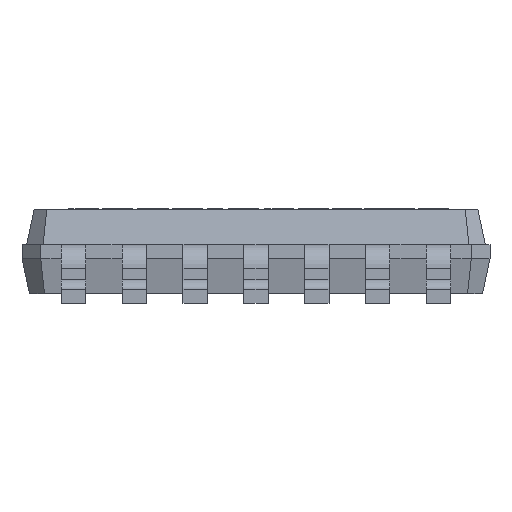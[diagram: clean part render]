
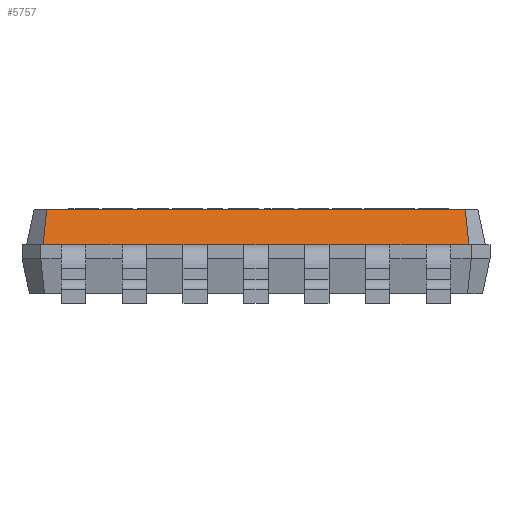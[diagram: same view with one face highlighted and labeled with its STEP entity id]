
A CAD part, left-side view. The second image highlights one B-rep face of the part: STEP entity #5757.
In plain terms, the highlighted free-form (B-spline) face has degree [1, 1] with [2, 2] control points.
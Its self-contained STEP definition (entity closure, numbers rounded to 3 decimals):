
#3177 = VERTEX_POINT('',#3178);
#3178 = CARTESIAN_POINT('',(-2.07,2.235,1.));
#3184 = EDGE_CURVE('',#3185,#3177,#3187,.T.);
#3185 = VERTEX_POINT('',#3186);
#3186 = CARTESIAN_POINT('',(-2.07,-2.235,1.));
#3187 = LINE('',#3188,#3189);
#3188 = CARTESIAN_POINT('',(-2.07,-2.235,1.));
#3189 = VECTOR('',#3190,1.);
#3190 = DIRECTION('',(0.,1.,0.));
#5739 = VERTEX_POINT('',#5740);
#5740 = CARTESIAN_POINT('',(-2.15,2.275,0.625));
#5748 = EDGE_CURVE('',#5739,#3177,#5749,.T.);
#5749 = B_SPLINE_CURVE_WITH_KNOTS('',1,(#5750,#5751),.UNSPECIFIED.,.F.,
  .F.,(2,2),(0.,1.),.PIECEWISE_BEZIER_KNOTS.);
#5750 = CARTESIAN_POINT('',(-2.15,2.275,0.625));
#5751 = CARTESIAN_POINT('',(-2.07,2.235,1.));
#5757 = ADVANCED_FACE('',(#5758),#5887,.F.);
#5758 = FACE_BOUND('',#5759,.F.);
#5759 = EDGE_LOOP('',(#5760,#5770,#5778,#5786,#5794,#5802,#5810,#5818,
    #5826,#5834,#5842,#5850,#5858,#5866,#5874,#5880,#5881,#5882));
#5760 = ORIENTED_EDGE('',*,*,#5761,.T.);
#5761 = EDGE_CURVE('',#5762,#5764,#5766,.T.);
#5762 = VERTEX_POINT('',#5763);
#5763 = CARTESIAN_POINT('',(-2.15,-2.275,0.625));
#5764 = VERTEX_POINT('',#5765);
#5765 = CARTESIAN_POINT('',(-2.15,-2.08,0.625));
#5766 = LINE('',#5767,#5768);
#5767 = CARTESIAN_POINT('',(-2.15,-2.275,0.625));
#5768 = VECTOR('',#5769,1.);
#5769 = DIRECTION('',(0.,1.,0.));
#5770 = ORIENTED_EDGE('',*,*,#5771,.T.);
#5771 = EDGE_CURVE('',#5764,#5772,#5774,.T.);
#5772 = VERTEX_POINT('',#5773);
#5773 = CARTESIAN_POINT('',(-2.15,-1.82,0.625));
#5774 = LINE('',#5775,#5776);
#5775 = CARTESIAN_POINT('',(-2.15,-2.275,0.625));
#5776 = VECTOR('',#5777,1.);
#5777 = DIRECTION('',(0.,1.,0.));
#5778 = ORIENTED_EDGE('',*,*,#5779,.T.);
#5779 = EDGE_CURVE('',#5772,#5780,#5782,.T.);
#5780 = VERTEX_POINT('',#5781);
#5781 = CARTESIAN_POINT('',(-2.15,-1.43,0.625));
#5782 = LINE('',#5783,#5784);
#5783 = CARTESIAN_POINT('',(-2.15,-2.275,0.625));
#5784 = VECTOR('',#5785,1.);
#5785 = DIRECTION('',(0.,1.,0.));
#5786 = ORIENTED_EDGE('',*,*,#5787,.T.);
#5787 = EDGE_CURVE('',#5780,#5788,#5790,.T.);
#5788 = VERTEX_POINT('',#5789);
#5789 = CARTESIAN_POINT('',(-2.15,-1.17,0.625));
#5790 = LINE('',#5791,#5792);
#5791 = CARTESIAN_POINT('',(-2.15,-2.275,0.625));
#5792 = VECTOR('',#5793,1.);
#5793 = DIRECTION('',(0.,1.,0.));
#5794 = ORIENTED_EDGE('',*,*,#5795,.T.);
#5795 = EDGE_CURVE('',#5788,#5796,#5798,.T.);
#5796 = VERTEX_POINT('',#5797);
#5797 = CARTESIAN_POINT('',(-2.15,-0.78,0.625));
#5798 = LINE('',#5799,#5800);
#5799 = CARTESIAN_POINT('',(-2.15,-2.275,0.625));
#5800 = VECTOR('',#5801,1.);
#5801 = DIRECTION('',(0.,1.,0.));
#5802 = ORIENTED_EDGE('',*,*,#5803,.T.);
#5803 = EDGE_CURVE('',#5796,#5804,#5806,.T.);
#5804 = VERTEX_POINT('',#5805);
#5805 = CARTESIAN_POINT('',(-2.15,-0.52,0.625));
#5806 = LINE('',#5807,#5808);
#5807 = CARTESIAN_POINT('',(-2.15,-2.275,0.625));
#5808 = VECTOR('',#5809,1.);
#5809 = DIRECTION('',(0.,1.,0.));
#5810 = ORIENTED_EDGE('',*,*,#5811,.T.);
#5811 = EDGE_CURVE('',#5804,#5812,#5814,.T.);
#5812 = VERTEX_POINT('',#5813);
#5813 = CARTESIAN_POINT('',(-2.15,-0.13,0.625));
#5814 = LINE('',#5815,#5816);
#5815 = CARTESIAN_POINT('',(-2.15,-2.275,0.625));
#5816 = VECTOR('',#5817,1.);
#5817 = DIRECTION('',(0.,1.,0.));
#5818 = ORIENTED_EDGE('',*,*,#5819,.T.);
#5819 = EDGE_CURVE('',#5812,#5820,#5822,.T.);
#5820 = VERTEX_POINT('',#5821);
#5821 = CARTESIAN_POINT('',(-2.15,0.13,0.625));
#5822 = LINE('',#5823,#5824);
#5823 = CARTESIAN_POINT('',(-2.15,-2.275,0.625));
#5824 = VECTOR('',#5825,1.);
#5825 = DIRECTION('',(0.,1.,0.));
#5826 = ORIENTED_EDGE('',*,*,#5827,.T.);
#5827 = EDGE_CURVE('',#5820,#5828,#5830,.T.);
#5828 = VERTEX_POINT('',#5829);
#5829 = CARTESIAN_POINT('',(-2.15,0.52,0.625));
#5830 = LINE('',#5831,#5832);
#5831 = CARTESIAN_POINT('',(-2.15,-2.275,0.625));
#5832 = VECTOR('',#5833,1.);
#5833 = DIRECTION('',(0.,1.,0.));
#5834 = ORIENTED_EDGE('',*,*,#5835,.T.);
#5835 = EDGE_CURVE('',#5828,#5836,#5838,.T.);
#5836 = VERTEX_POINT('',#5837);
#5837 = CARTESIAN_POINT('',(-2.15,0.78,0.625));
#5838 = LINE('',#5839,#5840);
#5839 = CARTESIAN_POINT('',(-2.15,-2.275,0.625));
#5840 = VECTOR('',#5841,1.);
#5841 = DIRECTION('',(0.,1.,0.));
#5842 = ORIENTED_EDGE('',*,*,#5843,.T.);
#5843 = EDGE_CURVE('',#5836,#5844,#5846,.T.);
#5844 = VERTEX_POINT('',#5845);
#5845 = CARTESIAN_POINT('',(-2.15,1.17,0.625));
#5846 = LINE('',#5847,#5848);
#5847 = CARTESIAN_POINT('',(-2.15,-2.275,0.625));
#5848 = VECTOR('',#5849,1.);
#5849 = DIRECTION('',(0.,1.,0.));
#5850 = ORIENTED_EDGE('',*,*,#5851,.T.);
#5851 = EDGE_CURVE('',#5844,#5852,#5854,.T.);
#5852 = VERTEX_POINT('',#5853);
#5853 = CARTESIAN_POINT('',(-2.15,1.43,0.625));
#5854 = LINE('',#5855,#5856);
#5855 = CARTESIAN_POINT('',(-2.15,-2.275,0.625));
#5856 = VECTOR('',#5857,1.);
#5857 = DIRECTION('',(0.,1.,0.));
#5858 = ORIENTED_EDGE('',*,*,#5859,.T.);
#5859 = EDGE_CURVE('',#5852,#5860,#5862,.T.);
#5860 = VERTEX_POINT('',#5861);
#5861 = CARTESIAN_POINT('',(-2.15,1.82,0.625));
#5862 = LINE('',#5863,#5864);
#5863 = CARTESIAN_POINT('',(-2.15,-2.275,0.625));
#5864 = VECTOR('',#5865,1.);
#5865 = DIRECTION('',(0.,1.,0.));
#5866 = ORIENTED_EDGE('',*,*,#5867,.T.);
#5867 = EDGE_CURVE('',#5860,#5868,#5870,.T.);
#5868 = VERTEX_POINT('',#5869);
#5869 = CARTESIAN_POINT('',(-2.15,2.08,0.625));
#5870 = LINE('',#5871,#5872);
#5871 = CARTESIAN_POINT('',(-2.15,-2.275,0.625));
#5872 = VECTOR('',#5873,1.);
#5873 = DIRECTION('',(0.,1.,0.));
#5874 = ORIENTED_EDGE('',*,*,#5875,.T.);
#5875 = EDGE_CURVE('',#5868,#5739,#5876,.T.);
#5876 = LINE('',#5877,#5878);
#5877 = CARTESIAN_POINT('',(-2.15,-2.275,0.625));
#5878 = VECTOR('',#5879,1.);
#5879 = DIRECTION('',(0.,1.,0.));
#5880 = ORIENTED_EDGE('',*,*,#5748,.T.);
#5881 = ORIENTED_EDGE('',*,*,#3184,.F.);
#5882 = ORIENTED_EDGE('',*,*,#5883,.F.);
#5883 = EDGE_CURVE('',#5762,#3185,#5884,.T.);
#5884 = B_SPLINE_CURVE_WITH_KNOTS('',1,(#5885,#5886),.UNSPECIFIED.,.F.,
  .F.,(2,2),(0.,1.),.PIECEWISE_BEZIER_KNOTS.);
#5885 = CARTESIAN_POINT('',(-2.15,-2.275,0.625));
#5886 = CARTESIAN_POINT('',(-2.07,-2.235,1.));
#5887 = B_SPLINE_SURFACE_WITH_KNOTS('',1,1,(
    (#5888,#5889)
    ,(#5890,#5891
    )),.UNSPECIFIED.,.F.,.F.,.F.,(2,2),(2,2),(0.,4.55),(0.,1.),
  .PIECEWISE_BEZIER_KNOTS.);
#5888 = CARTESIAN_POINT('',(-2.15,-2.275,0.625));
#5889 = CARTESIAN_POINT('',(-2.07,-2.235,1.));
#5890 = CARTESIAN_POINT('',(-2.15,2.275,0.625));
#5891 = CARTESIAN_POINT('',(-2.07,2.235,1.));
